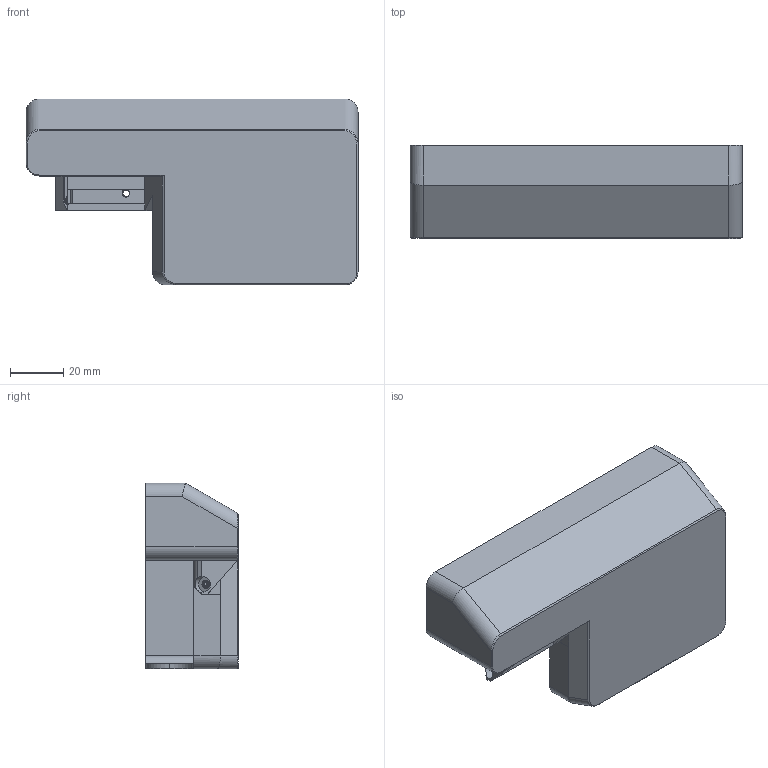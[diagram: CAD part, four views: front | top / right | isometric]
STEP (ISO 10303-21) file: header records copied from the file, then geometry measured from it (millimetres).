
FILE_DESCRIPTION(('FreeCAD Model'),'2;1');
FILE_NAME('Open CASCADE Shape Model','2023-01-22T18:00:17',('Author'),( ''),'Open CASCADE STEP processor 7.6','FreeCAD','Unknown');
FILE_SCHEMA(('AUTOMOTIVE_DESIGN { 1 0 10303 214 1 1 1 1 }'));
Length unit declared in the file: millimetre
Products named in the file (1): Bucket350
Bounding box: 125 x 35 x 70 mm (x, y, z)
Volume: 34566.9 mm3; surface area: 34164.1 mm2
Topology: 1 solids, 1 shells, 152 faces, 411 edges, 265 vertices
Faces by surface type: plane 92, cylinder 28, bspline 28, cone 2, sphere 2
Full cylindrical faces by diameter (mm): 6 x2
Entity records: 14451 total; most frequent: CARTESIAN_POINT 6696, DIRECTION 1270, LINE 881, VECTOR 881, ORIENTED_EDGE 822, PCURVE 822, DEFINITIONAL_REPRESENTATION 822, EDGE_CURVE 411
